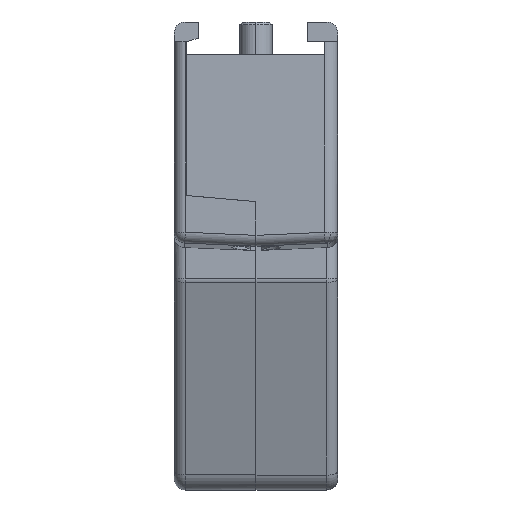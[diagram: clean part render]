
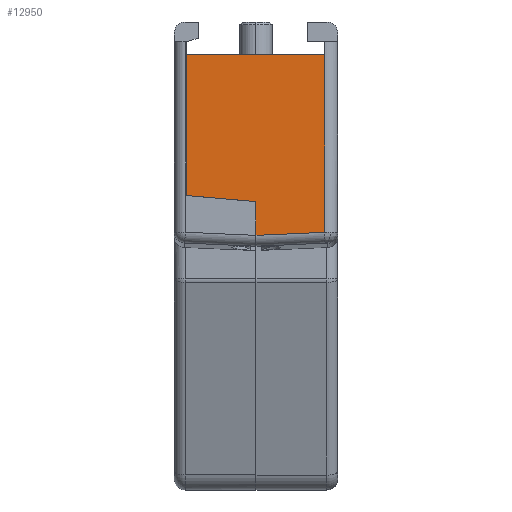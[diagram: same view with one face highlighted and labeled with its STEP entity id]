
A CAD part, left-side view. The second image highlights one B-rep face of the part: STEP entity #12950.
In plain terms, the highlighted planar face has unit normal (-1, 0, 0).
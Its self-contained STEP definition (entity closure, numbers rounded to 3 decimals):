
#1319 = EDGE_CURVE ( 'NONE', #18527, #22276, #2422, .T. ) ;
#1631 = AXIS2_PLACEMENT_3D ( 'NONE', #9341, #11337, #19006 ) ;
#1663 = CARTESIAN_POINT ( 'NONE',  ( -26.75, 8.524, -19.646 ) ) ;
#2085 = VECTOR ( 'NONE', #8462, 1000. ) ;
#2422 = LINE ( 'NONE', #17374, #5743 ) ;
#2476 = LINE ( 'NONE', #15920, #12212 ) ;
#2829 = EDGE_CURVE ( 'NONE', #4261, #8750, #2476, .T. ) ;
#3161 = CARTESIAN_POINT ( 'NONE',  ( -26.75, 1.2, -3. ) ) ;
#3677 = FACE_OUTER_BOUND ( 'NONE', #7454, .T. ) ;
#3924 = EDGE_CURVE ( 'NONE', #10094, #8750, #12123, .T. ) ;
#4048 = CARTESIAN_POINT ( 'NONE',  ( -26.75, 7.5, -19.602 ) ) ;
#4261 = VERTEX_POINT ( 'NONE', #4660 ) ;
#4589 = LINE ( 'NONE', #23923, #21572 ) ;
#4660 = CARTESIAN_POINT ( 'NONE',  ( -26.75, 13.85, -15.944 ) ) ;
#5743 = VECTOR ( 'NONE', #6055, 1000. ) ;
#5745 = EDGE_CURVE ( 'NONE', #22276, #8223, #4589, .T. ) ;
#6055 = DIRECTION ( 'NONE',  ( 0., 0., 1. ) ) ;
#6720 = ORIENTED_EDGE ( 'NONE', *, *, #3924, .F. ) ;
#6816 = EDGE_CURVE ( 'NONE', #10094, #18527, #21105, .T. ) ;
#7454 = EDGE_LOOP ( 'NONE', ( #6720, #11850, #12476, #14432, #14442, #18016 ) ) ;
#7655 = DIRECTION ( 'NONE',  ( 0., -0.999, 0.044 ) ) ;
#8223 = VERTEX_POINT ( 'NONE', #24729 ) ;
#8462 = DIRECTION ( 'NONE',  ( 0., 0., 1. ) ) ;
#8717 = CARTESIAN_POINT ( 'NONE',  ( -26.75, 1.2, -19.325 ) ) ;
#8750 = VERTEX_POINT ( 'NONE', #15686 ) ;
#8770 = VECTOR ( 'NONE', #7655, 1000. ) ;
#9141 = VECTOR ( 'NONE', #15945, 1000. ) ;
#9208 = PLANE ( 'NONE',  #1631 ) ;
#9341 = CARTESIAN_POINT ( 'NONE',  ( -26.75, 7.5, -43. ) ) ;
#10094 = VERTEX_POINT ( 'NONE', #4048 ) ;
#11337 = DIRECTION ( 'NONE',  ( -1., 0., 0. ) ) ;
#11542 = LINE ( 'NONE', #15574, #9141 ) ;
#11850 = ORIENTED_EDGE ( 'NONE', *, *, #6816, .T. ) ;
#11873 = EDGE_CURVE ( 'NONE', #4261, #8223, #11542, .T. ) ;
#12123 = LINE ( 'NONE', #14518, #2085 ) ;
#12212 = VECTOR ( 'NONE', #14163, 1000. ) ;
#12476 = ORIENTED_EDGE ( 'NONE', *, *, #1319, .T. ) ;
#12950 = ADVANCED_FACE ( 'NONE', ( #3677 ), #9208, .T. ) ;
#14163 = DIRECTION ( 'NONE',  ( 0., -0.996, -0.087 ) ) ;
#14432 = ORIENTED_EDGE ( 'NONE', *, *, #5745, .T. ) ;
#14442 = ORIENTED_EDGE ( 'NONE', *, *, #11873, .F. ) ;
#14518 = CARTESIAN_POINT ( 'NONE',  ( -26.75, 7.5, -43. ) ) ;
#15574 = CARTESIAN_POINT ( 'NONE',  ( -26.75, 13.85, -3. ) ) ;
#15686 = CARTESIAN_POINT ( 'NONE',  ( -26.75, 7.5, -16.5 ) ) ;
#15920 = CARTESIAN_POINT ( 'NONE',  ( -26.75, 5.199, -16.701 ) ) ;
#15945 = DIRECTION ( 'NONE',  ( 0., 0., 1. ) ) ;
#17374 = CARTESIAN_POINT ( 'NONE',  ( -26.75, 1.2, -43. ) ) ;
#18016 = ORIENTED_EDGE ( 'NONE', *, *, #2829, .T. ) ;
#18527 = VERTEX_POINT ( 'NONE', #8717 ) ;
#19006 = DIRECTION ( 'NONE',  ( 0., 0., 1. ) ) ;
#21105 = LINE ( 'NONE', #1663, #8770 ) ;
#21572 = VECTOR ( 'NONE', #21674, 1000. ) ;
#21674 = DIRECTION ( 'NONE',  ( 0., 1., 0. ) ) ;
#22276 = VERTEX_POINT ( 'NONE', #3161 ) ;
#23923 = CARTESIAN_POINT ( 'NONE',  ( -26.75, 1.2, -3. ) ) ;
#24729 = CARTESIAN_POINT ( 'NONE',  ( -26.75, 13.85, -3. ) ) ;
